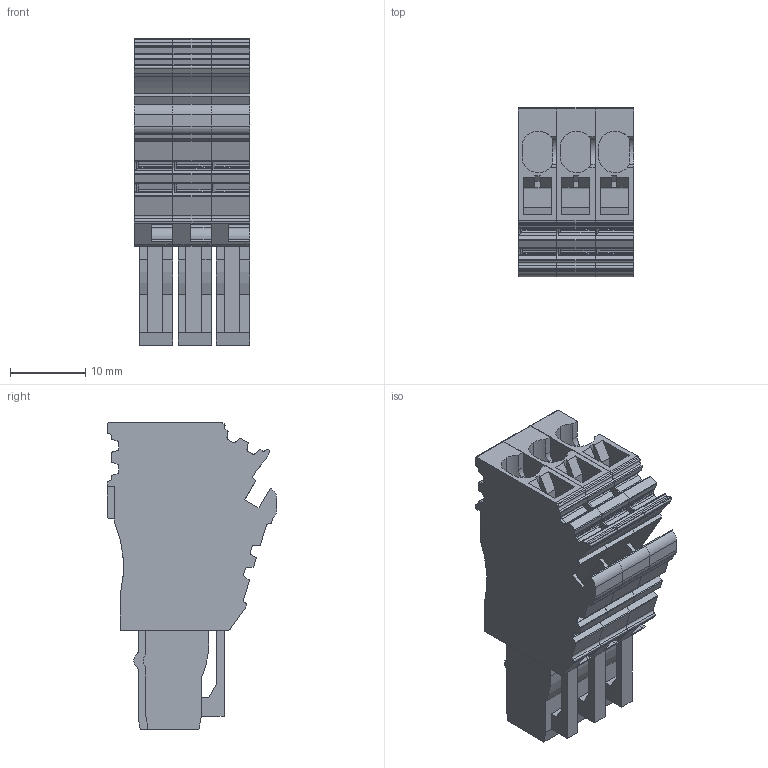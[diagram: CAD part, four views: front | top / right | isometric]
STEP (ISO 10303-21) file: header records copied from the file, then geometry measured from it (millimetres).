
FILE_DESCRIPTION(('CATIA V5R22 STEP214','CAx-IF Rec.Pracs.--- Model Styling and Organization---1.4--- 2014-01-23'),'2;1');
FILE_NAME ('022649-2_0', '2021-06-08T07:01:14+00:00', ('Weidmueller Interface'), ('Weidmueller'), 'CATIA Version 5-6 Release 2016 SP3 HF44', 'CATIA V5 STEP AP214', 'none');
FILE_SCHEMA(('AUTOMOTIVE_DESIGN { 1 0 10303 214 1 1 1 1 }'));
Length unit declared in the file: millimetre
Products named in the file (1): 1815210000
Bounding box: 15.3 x 22.55 x 40.75 mm (x, y, z)
Volume: 7298.2 mm3; surface area: 7335.5 mm2
Topology: 3 solids, 3 shells, 933 faces, 2784 edges, 1863 vertices
Faces by surface type: plane 531, cylinder 393, extrusion 9
Entity records: 30722 total; most frequent: CARTESIAN_POINT 6317, ORIENTED_EDGE 5568, DIRECTION 4262, EDGE_CURVE 2784, VECTOR 1938, LINE 1929, VERTEX_POINT 1863, AXIS2_PLACEMENT_3D 1472
